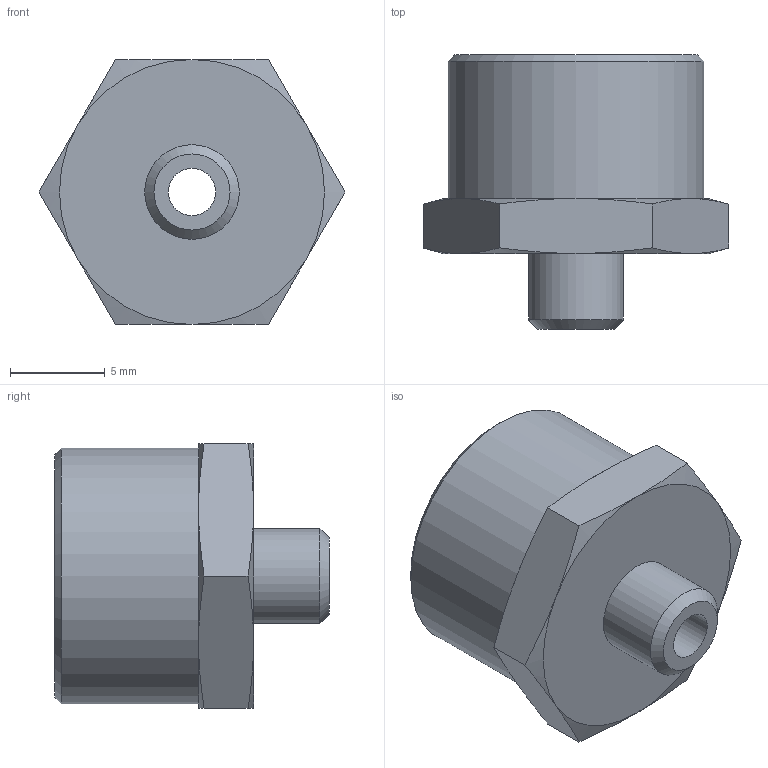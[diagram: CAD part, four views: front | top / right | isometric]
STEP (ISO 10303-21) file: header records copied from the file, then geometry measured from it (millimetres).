
FILE_DESCRIPTION(/* description */ ('STEP AP214'),/* implementation_level */ '2;1');
FILE_NAME(/* name */ '8030314_NPFC-R-G18-M5-FM',/* time_stamp */ '2024-09-12T23:43:59+02:00',/* author */ ('License CC BY-ND 4.0'),/* organization */ ('CADENAS'),/* preprocessor_version */ 'ST-DEVELOPER v19.3',/* originating_system */ 'PARTsolutions',/* authorisation */ ' ');
FILE_SCHEMA (('AUTOMOTIVE_DESIGN {1 0 10303 214 3 1 1}'));
Length unit declared in the file: millimetre
Products named in the file (1): 8030314 NPFC-R-G18-M5-FM
Bounding box: 16.17 x 14.5 x 14 mm (x, y, z)
Volume: 1178.4 mm3; surface area: 1071 mm2
Topology: 1 solids, 1 shells, 30 faces, 61 edges, 35 vertices
Faces by surface type: cone 16, plane 10, cylinder 4
Full cylindrical faces by diameter (mm): 2.5 x1, 5 x1, 8.566 x1, 13.5 x1
Entity records: 790 total; most frequent: CARTESIAN_POINT 191, DIRECTION 114, ORIENTED_EDGE 106, AXIS2_PLACEMENT_3D 54, EDGE_CURVE 53, EDGE_LOOP 42, FACE_BOUND 42, VERTEX_POINT 35
